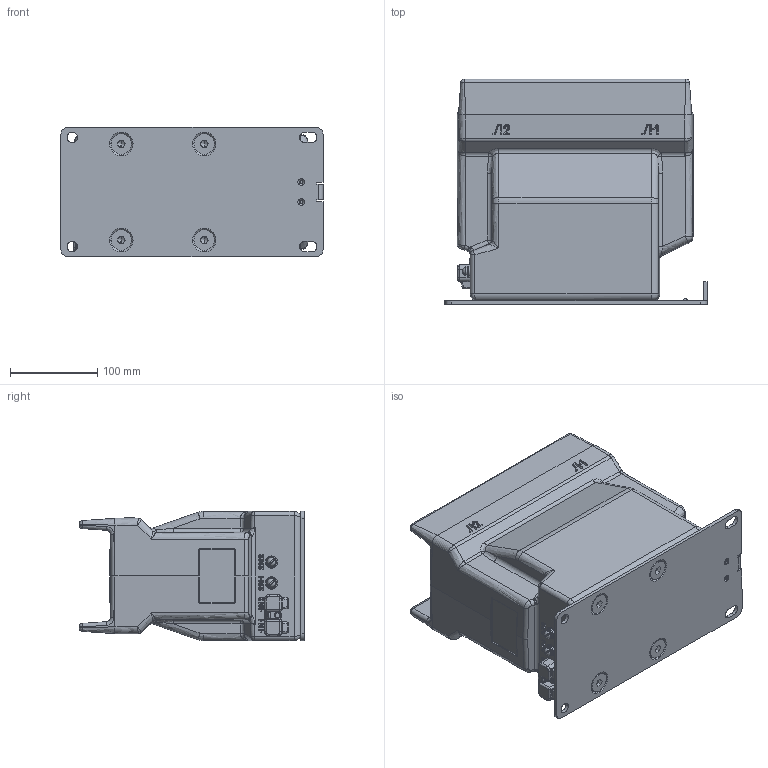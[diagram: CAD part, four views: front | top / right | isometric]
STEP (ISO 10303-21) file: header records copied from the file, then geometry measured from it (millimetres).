
FILE_DESCRIPTION (( 'STEP AP203' ), '1' );
FILE_NAME ('ﾒﾎﾋ-10-Iﾌ-2-2 (750-2000)ﾀ.STEP', '2018-02-01T09:09:51', ( '' ), ( '' ), 'SwSTEP 2.0', 'SolidWorks 2010', '' );
FILE_SCHEMA (( 'CONFIG_CONTROL_DESIGN' ));
Length unit declared in the file: millimetre
Products named in the file (1): ﾒﾎﾋ-10-Iﾌ-2-2 (750-2000)ﾀ
Bounding box: 300 x 258.4 x 148 mm (x, y, z)
Surface area: 367981.4 mm2 (no closed solid volume)
Topology: 0 solids, 32 shells, 697 faces, 2010 edges, 1269 vertices
Faces by surface type: plane 263, cylinder 149, bspline 124, cone 110, sphere 37, torus 14
Entity records: 27695 total; most frequent: CARTESIAN_POINT 10610, ORIENTED_EDGE 3446, DIRECTION 3430, EDGE_CURVE 1977, VERTEX_POINT 1269, AXIS2_PLACEMENT_3D 1251, LINE 928, VECTOR 928
